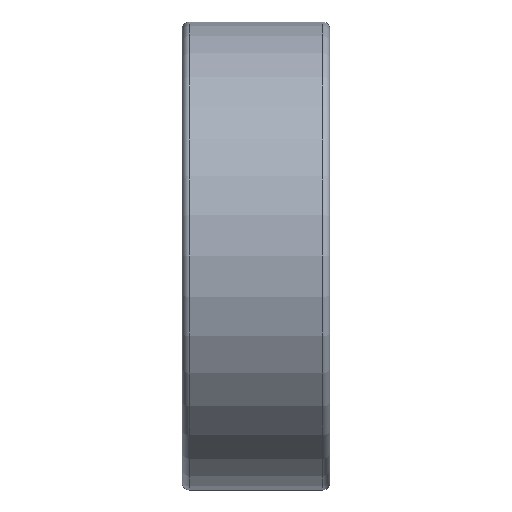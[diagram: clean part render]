
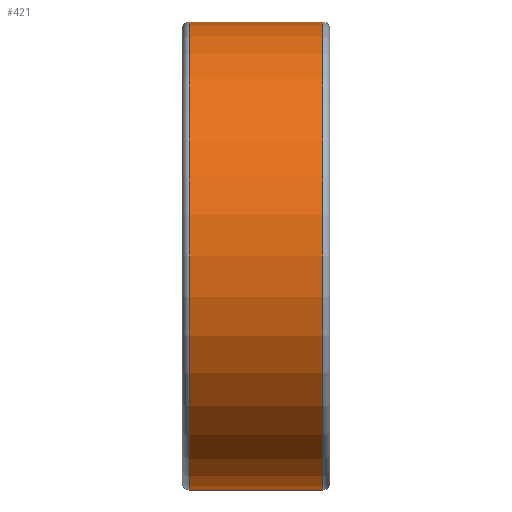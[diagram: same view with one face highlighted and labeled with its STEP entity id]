
A CAD part, front view. The second image highlights one B-rep face of the part: STEP entity #421.
In plain terms, the highlighted cylindrical face has radius 9.5 mm (diameter 19 mm), a full revolution.
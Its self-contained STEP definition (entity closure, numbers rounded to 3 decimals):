
#421=ADVANCED_FACE('',(#1073,#1075),#1077,.T.);
#1073=FACE_BOUND('',#1074,.T.);
#1074=EDGE_LOOP('',(#8041,#8042));
#1075=FACE_BOUND('',#1076,.T.);
#1076=EDGE_LOOP('',(#8043,#8044));
#1077=CYLINDRICAL_SURFACE('',#1078,9.5);
#1078=AXIS2_PLACEMENT_3D('',#1079,#1080,#1081);
#1079=CARTESIAN_POINT('',(0.,0.,0.));
#1080=DIRECTION('',(1.,0.,0.));
#1081=DIRECTION('',(0.,1.,0.));
#8041=ORIENTED_EDGE('',*,*,#10441,.F.);
#8042=ORIENTED_EDGE('',*,*,#10442,.F.);
#8043=ORIENTED_EDGE('',*,*,#10443,.T.);
#8044=ORIENTED_EDGE('',*,*,#10444,.T.);
#10441=EDGE_CURVE('',#11671,#11672,#11673,.T.);
#10442=EDGE_CURVE('',#11672,#11671,#11674,.T.);
#10443=EDGE_CURVE('',#11675,#11676,#11677,.T.);
#10444=EDGE_CURVE('',#11676,#11675,#11678,.T.);
#11671=VERTEX_POINT('',#13813);
#11672=VERTEX_POINT('',#13814);
#11673=CIRCLE('',#13815,9.5);
#11674=CIRCLE('',#13819,9.5);
#11675=VERTEX_POINT('',#13823);
#11676=VERTEX_POINT('',#13824);
#11677=CIRCLE('',#13825,9.5);
#11678=CIRCLE('',#13829,9.5);
#13813=CARTESIAN_POINT('',(2.7,-9.5,0.));
#13814=CARTESIAN_POINT('',(2.7,0.,9.5));
#13815=AXIS2_PLACEMENT_3D('',#13816,#13817,#13818);
#13816=CARTESIAN_POINT('',(2.7,0.,0.));
#13817=DIRECTION('',(1.,0.,0.));
#13818=DIRECTION('',(0.,-1.,0.));
#13819=AXIS2_PLACEMENT_3D('',#13820,#13821,#13822);
#13820=CARTESIAN_POINT('',(2.7,0.,0.));
#13821=DIRECTION('',(1.,0.,0.));
#13822=DIRECTION('',(0.,0.,1.));
#13823=CARTESIAN_POINT('',(-2.7,0.,9.5));
#13824=CARTESIAN_POINT('',(-2.7,-9.5,0.));
#13825=AXIS2_PLACEMENT_3D('',#13826,#13827,#13828);
#13826=CARTESIAN_POINT('',(-2.7,0.,0.));
#13827=DIRECTION('',(1.,0.,0.));
#13828=DIRECTION('',(0.,0.,1.));
#13829=AXIS2_PLACEMENT_3D('',#13830,#13831,#13832);
#13830=CARTESIAN_POINT('',(-2.7,0.,0.));
#13831=DIRECTION('',(1.,0.,0.));
#13832=DIRECTION('',(0.,-1.,0.));
